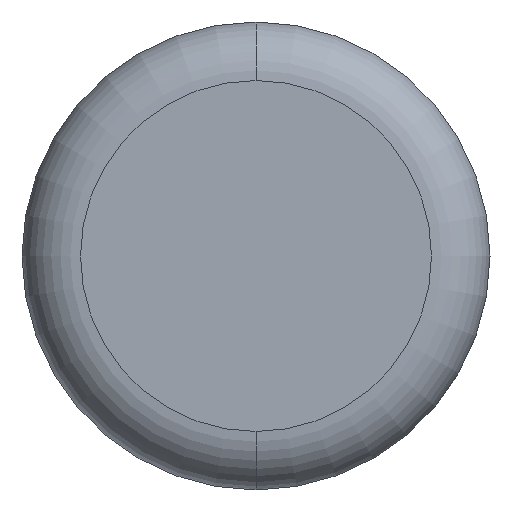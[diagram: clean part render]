
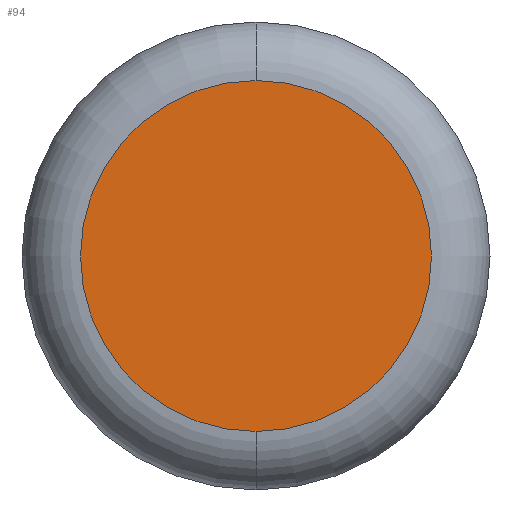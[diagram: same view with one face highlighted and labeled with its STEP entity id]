
A CAD part, front view. The second image highlights one B-rep face of the part: STEP entity #94.
In plain terms, the highlighted planar face has unit normal (0, -1, 0).
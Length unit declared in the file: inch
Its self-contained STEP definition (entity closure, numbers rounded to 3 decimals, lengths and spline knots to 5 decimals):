
#8 = EDGE_CURVE ( 'NONE', #281, #159, #72, .T. ) ;
#18 = CARTESIAN_POINT ( 'NONE',  ( 0., 0., 0. ) ) ;
#25 = ORIENTED_EDGE ( 'NONE', *, *, #8, .T. ) ;
#27 = ORIENTED_EDGE ( 'NONE', *, *, #279, .T. ) ;
#28 = CARTESIAN_POINT ( 'NONE',  ( 0., 0., 0. ) ) ;
#55 = DIRECTION ( 'NONE',  ( 0., 0., -1. ) ) ;
#64 = DIRECTION ( 'NONE',  ( 0., -1., 0. ) ) ;
#71 = EDGE_LOOP ( 'NONE', ( #25, #27 ) ) ;
#72 = CIRCLE ( 'NONE', #514, 0.375 ) ;
#94 = ADVANCED_FACE ( 'NONE', ( #192 ), #239, .T. ) ;
#159 = VERTEX_POINT ( 'NONE', #536 ) ;
#192 = FACE_OUTER_BOUND ( 'NONE', #71, .T. ) ;
#203 = DIRECTION ( 'NONE',  ( 0., -1., 0. ) ) ;
#239 = PLANE ( 'NONE',  #507 ) ;
#245 = CIRCLE ( 'NONE', #416, 0.375 ) ;
#279 = EDGE_CURVE ( 'NONE', #159, #281, #245, .T. ) ;
#281 = VERTEX_POINT ( 'NONE', #480 ) ;
#310 = DIRECTION ( 'NONE',  ( 0., -1., 0. ) ) ;
#359 = DIRECTION ( 'NONE',  ( 0., 0., -1. ) ) ;
#416 = AXIS2_PLACEMENT_3D ( 'NONE', #18, #310, #520 ) ;
#443 = CARTESIAN_POINT ( 'NONE',  ( 0., 0., 0. ) ) ;
#480 = CARTESIAN_POINT ( 'NONE',  ( 0., 0., -0.375 ) ) ;
#507 = AXIS2_PLACEMENT_3D ( 'NONE', #28, #203, #359 ) ;
#514 = AXIS2_PLACEMENT_3D ( 'NONE', #443, #64, #55 ) ;
#520 = DIRECTION ( 'NONE',  ( 0., 0., -1. ) ) ;
#536 = CARTESIAN_POINT ( 'NONE',  ( 0., 0., 0.375 ) ) ;
